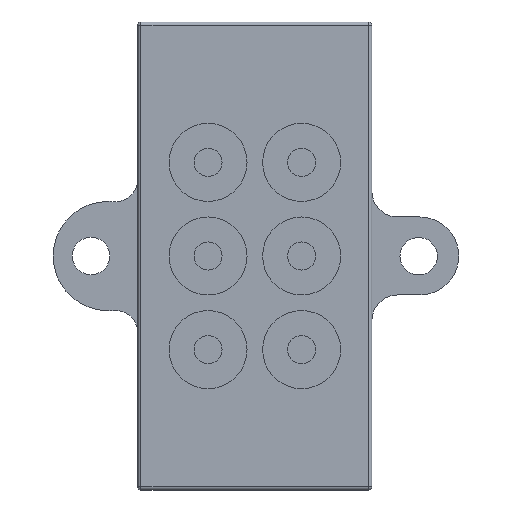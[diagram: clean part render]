
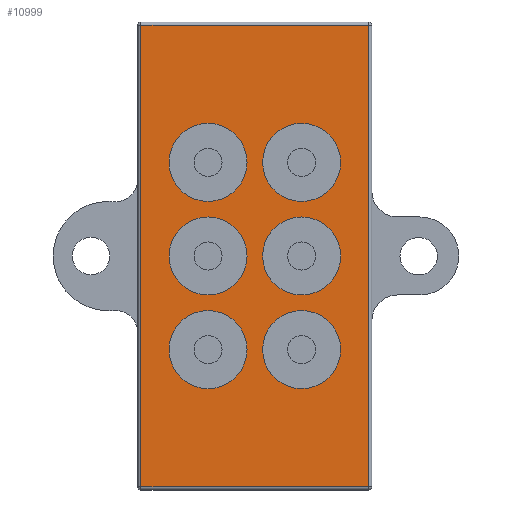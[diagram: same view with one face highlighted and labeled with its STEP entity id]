
A CAD part, front view. The second image highlights one B-rep face of the part: STEP entity #10999.
In plain terms, the highlighted planar face has unit normal (0, -1, 0).
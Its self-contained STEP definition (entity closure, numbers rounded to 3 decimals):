
#1 = CARTESIAN_POINT ( 'NONE',  ( 3., 0., 3.5 ) ) ;
#134 = ORIENTED_EDGE ( 'NONE', *, *, #14065, .F. ) ;
#290 = EDGE_CURVE ( 'NONE', #1431, #8379, #9112, .T. ) ;
#340 = AXIS2_PLACEMENT_3D ( 'NONE', #6739, #3499, #10110 ) ;
#342 = DIRECTION ( 'NONE',  ( 0., 0., -1. ) ) ;
#415 = DIRECTION ( 'NONE',  ( 0., 0., 1. ) ) ;
#420 = LINE ( 'NONE', #4831, #2450 ) ;
#478 = DIRECTION ( 'NONE',  ( 0., -1., 0. ) ) ;
#510 = EDGE_LOOP ( 'NONE', ( #9809, #3535 ) ) ;
#540 = CARTESIAN_POINT ( 'NONE',  ( 3., 0., 6. ) ) ;
#665 = DIRECTION ( 'NONE',  ( 0., -1., 0. ) ) ;
#1102 = ORIENTED_EDGE ( 'NONE', *, *, #5203, .F. ) ;
#1162 = DIRECTION ( 'NONE',  ( 0., 0., -1. ) ) ;
#1431 = VERTEX_POINT ( 'NONE', #8596 ) ;
#1700 = VERTEX_POINT ( 'NONE', #5537 ) ;
#1705 = EDGE_CURVE ( 'NONE', #8379, #1431, #8443, .T. ) ;
#1788 = VERTEX_POINT ( 'NONE', #6970 ) ;
#2016 = AXIS2_PLACEMENT_3D ( 'NONE', #11334, #4906, #13736 ) ;
#2153 = ORIENTED_EDGE ( 'NONE', *, *, #10295, .F. ) ;
#2211 = VECTOR ( 'NONE', #415, 1000. ) ;
#2336 = VERTEX_POINT ( 'NONE', #3873 ) ;
#2450 = VECTOR ( 'NONE', #9204, 1000. ) ;
#2516 = EDGE_CURVE ( 'NONE', #2336, #4620, #12352, .T. ) ;
#2527 = AXIS2_PLACEMENT_3D ( 'NONE', #5149, #2851, #3936 ) ;
#2530 = CIRCLE ( 'NONE', #9887, 2.5 ) ;
#2648 = LINE ( 'NONE', #9128, #2211 ) ;
#2700 = CARTESIAN_POINT ( 'NONE',  ( 3., 0., 0. ) ) ;
#2701 = CARTESIAN_POINT ( 'NONE',  ( -3., 0., -6. ) ) ;
#2760 = VERTEX_POINT ( 'NONE', #13792 ) ;
#2786 = EDGE_CURVE ( 'NONE', #12904, #1700, #10088, .T. ) ;
#2851 = DIRECTION ( 'NONE',  ( 0., -1., 0. ) ) ;
#2954 = ORIENTED_EDGE ( 'NONE', *, *, #4175, .F. ) ;
#2965 = CARTESIAN_POINT ( 'NONE',  ( 3., 0., 8.5 ) ) ;
#3025 = VERTEX_POINT ( 'NONE', #2965 ) ;
#3041 = CARTESIAN_POINT ( 'NONE',  ( 3., 0., 2.5 ) ) ;
#3341 = DIRECTION ( 'NONE',  ( 0., 0., -1. ) ) ;
#3464 = DIRECTION ( 'NONE',  ( 0., -1., 0. ) ) ;
#3499 = DIRECTION ( 'NONE',  ( 0., -1., 0. ) ) ;
#3526 = CARTESIAN_POINT ( 'NONE',  ( 3., 0., -6. ) ) ;
#3535 = ORIENTED_EDGE ( 'NONE', *, *, #6130, .F. ) ;
#3687 = FACE_OUTER_BOUND ( 'NONE', #5503, .T. ) ;
#3756 = VERTEX_POINT ( 'NONE', #4046 ) ;
#3873 = CARTESIAN_POINT ( 'NONE',  ( 3., 0., -8.5 ) ) ;
#3936 = DIRECTION ( 'NONE',  ( 0., 0., -1. ) ) ;
#4046 = CARTESIAN_POINT ( 'NONE',  ( 7.3, 0., -14.8 ) ) ;
#4063 = AXIS2_PLACEMENT_3D ( 'NONE', #8673, #5360, #7809 ) ;
#4175 = EDGE_CURVE ( 'NONE', #3025, #13140, #7049, .T. ) ;
#4252 = CIRCLE ( 'NONE', #12726, 2.5 ) ;
#4498 = VERTEX_POINT ( 'NONE', #7299 ) ;
#4569 = EDGE_LOOP ( 'NONE', ( #13019, #2153 ) ) ;
#4620 = VERTEX_POINT ( 'NONE', #4779 ) ;
#4708 = DIRECTION ( 'NONE',  ( 0., -1., 0. ) ) ;
#4765 = FACE_BOUND ( 'NONE', #510, .T. ) ;
#4779 = CARTESIAN_POINT ( 'NONE',  ( 3., 0., -3.5 ) ) ;
#4831 = CARTESIAN_POINT ( 'NONE',  ( 7.3, 0., 0. ) ) ;
#4896 = CARTESIAN_POINT ( 'NONE',  ( -3., 0., -6. ) ) ;
#4906 = DIRECTION ( 'NONE',  ( 0., 1., 0. ) ) ;
#4977 = FACE_BOUND ( 'NONE', #5105, .T. ) ;
#5054 = FACE_BOUND ( 'NONE', #4569, .T. ) ;
#5072 = DIRECTION ( 'NONE',  ( 0., 0., -1. ) ) ;
#5105 = EDGE_LOOP ( 'NONE', ( #6672, #2954 ) ) ;
#5149 = CARTESIAN_POINT ( 'NONE',  ( -3., 0., 6. ) ) ;
#5155 = CARTESIAN_POINT ( 'NONE',  ( 0., 0., -14.8 ) ) ;
#5203 = EDGE_CURVE ( 'NONE', #7545, #9685, #2648, .T. ) ;
#5243 = AXIS2_PLACEMENT_3D ( 'NONE', #11203, #3464, #6760 ) ;
#5279 = VECTOR ( 'NONE', #12082, 1000. ) ;
#5360 = DIRECTION ( 'NONE',  ( 0., -1., 0. ) ) ;
#5385 = ORIENTED_EDGE ( 'NONE', *, *, #2786, .F. ) ;
#5503 = EDGE_LOOP ( 'NONE', ( #14184, #134, #11992, #1102 ) ) ;
#5537 = CARTESIAN_POINT ( 'NONE',  ( -3., 0., -8.5 ) ) ;
#5610 = ORIENTED_EDGE ( 'NONE', *, *, #290, .F. ) ;
#5656 = EDGE_CURVE ( 'NONE', #4620, #2336, #10198, .T. ) ;
#5703 = DIRECTION ( 'NONE',  ( 0., -1., 0. ) ) ;
#5801 = CARTESIAN_POINT ( 'NONE',  ( -3., 0., 8.5 ) ) ;
#6059 = DIRECTION ( 'NONE',  ( 0., -1., 0. ) ) ;
#6116 = PLANE ( 'NONE',  #2016 ) ;
#6130 = EDGE_CURVE ( 'NONE', #14036, #1788, #8712, .T. ) ;
#6276 = ORIENTED_EDGE ( 'NONE', *, *, #1705, .F. ) ;
#6302 = AXIS2_PLACEMENT_3D ( 'NONE', #3526, #9933, #342 ) ;
#6652 = CIRCLE ( 'NONE', #12598, 2.5 ) ;
#6672 = ORIENTED_EDGE ( 'NONE', *, *, #8566, .F. ) ;
#6739 = CARTESIAN_POINT ( 'NONE',  ( 3., 0., 0. ) ) ;
#6760 = DIRECTION ( 'NONE',  ( 0., 0., -1. ) ) ;
#6782 = CIRCLE ( 'NONE', #340, 2.5 ) ;
#6910 = CARTESIAN_POINT ( 'NONE',  ( -3., 0., -3.5 ) ) ;
#6970 = CARTESIAN_POINT ( 'NONE',  ( -3., 0., 3.5 ) ) ;
#7042 = DIRECTION ( 'NONE',  ( 0., 0., -1. ) ) ;
#7049 = CIRCLE ( 'NONE', #10261, 2.5 ) ;
#7202 = FACE_BOUND ( 'NONE', #13227, .T. ) ;
#7299 = CARTESIAN_POINT ( 'NONE',  ( 7.3, 0., 14.8 ) ) ;
#7545 = VERTEX_POINT ( 'NONE', #10971 ) ;
#7578 = AXIS2_PLACEMENT_3D ( 'NONE', #4896, #8261, #7042 ) ;
#7687 = EDGE_LOOP ( 'NONE', ( #9476, #12759 ) ) ;
#7809 = DIRECTION ( 'NONE',  ( 0., 0., -1. ) ) ;
#7990 = AXIS2_PLACEMENT_3D ( 'NONE', #11023, #4708, #3341 ) ;
#8046 = DIRECTION ( 'NONE',  ( 0., -1., 0. ) ) ;
#8110 = CARTESIAN_POINT ( 'NONE',  ( -3., 0., 6. ) ) ;
#8261 = DIRECTION ( 'NONE',  ( 0., -1., 0. ) ) ;
#8281 = EDGE_CURVE ( 'NONE', #1700, #12904, #8312, .T. ) ;
#8312 = CIRCLE ( 'NONE', #9479, 2.5 ) ;
#8378 = DIRECTION ( 'NONE',  ( -1., 0., 0. ) ) ;
#8379 = VERTEX_POINT ( 'NONE', #12812 ) ;
#8443 = CIRCLE ( 'NONE', #5243, 2.5 ) ;
#8554 = EDGE_LOOP ( 'NONE', ( #6276, #5610 ) ) ;
#8566 = EDGE_CURVE ( 'NONE', #13140, #3025, #6652, .T. ) ;
#8573 = EDGE_CURVE ( 'NONE', #9685, #4498, #9893, .T. ) ;
#8596 = CARTESIAN_POINT ( 'NONE',  ( -3., 0., 2.5 ) ) ;
#8673 = CARTESIAN_POINT ( 'NONE',  ( -3., 0., 0. ) ) ;
#8712 = CIRCLE ( 'NONE', #2527, 2.5 ) ;
#9004 = CARTESIAN_POINT ( 'NONE',  ( 0., 0., 14.8 ) ) ;
#9112 = CIRCLE ( 'NONE', #4063, 2.5 ) ;
#9128 = CARTESIAN_POINT ( 'NONE',  ( -7.3, 0., 0. ) ) ;
#9151 = FACE_BOUND ( 'NONE', #7687, .T. ) ;
#9204 = DIRECTION ( 'NONE',  ( 0., 0., -1. ) ) ;
#9212 = CARTESIAN_POINT ( 'NONE',  ( -7.3, 0., 14.8 ) ) ;
#9260 = DIRECTION ( 'NONE',  ( 0., 0., -1. ) ) ;
#9476 = ORIENTED_EDGE ( 'NONE', *, *, #2516, .F. ) ;
#9479 = AXIS2_PLACEMENT_3D ( 'NONE', #2701, #6059, #12672 ) ;
#9563 = VERTEX_POINT ( 'NONE', #3041 ) ;
#9685 = VERTEX_POINT ( 'NONE', #9212 ) ;
#9724 = EDGE_CURVE ( 'NONE', #1788, #14036, #2530, .T. ) ;
#9809 = ORIENTED_EDGE ( 'NONE', *, *, #9724, .F. ) ;
#9887 = AXIS2_PLACEMENT_3D ( 'NONE', #8110, #8046, #10197 ) ;
#9893 = LINE ( 'NONE', #9004, #5279 ) ;
#9933 = DIRECTION ( 'NONE',  ( 0., -1., 0. ) ) ;
#10088 = CIRCLE ( 'NONE', #7578, 2.5 ) ;
#10110 = DIRECTION ( 'NONE',  ( 0., 0., -1. ) ) ;
#10197 = DIRECTION ( 'NONE',  ( 0., 0., -1. ) ) ;
#10198 = CIRCLE ( 'NONE', #6302, 2.5 ) ;
#10261 = AXIS2_PLACEMENT_3D ( 'NONE', #540, #478, #9260 ) ;
#10281 = FACE_BOUND ( 'NONE', #8554, .T. ) ;
#10295 = EDGE_CURVE ( 'NONE', #9563, #2760, #6782, .T. ) ;
#10531 = ORIENTED_EDGE ( 'NONE', *, *, #8281, .F. ) ;
#10971 = CARTESIAN_POINT ( 'NONE',  ( -7.3, 0., -14.8 ) ) ;
#10999 = ADVANCED_FACE ( 'NONE', ( #5054, #4977, #4765, #10281, #7202, #9151, #3687 ), #6116, .F. ) ;
#11023 = CARTESIAN_POINT ( 'NONE',  ( 3., 0., -6. ) ) ;
#11143 = CARTESIAN_POINT ( 'NONE',  ( 3., 0., 6. ) ) ;
#11203 = CARTESIAN_POINT ( 'NONE',  ( -3., 0., 0. ) ) ;
#11321 = EDGE_CURVE ( 'NONE', #2760, #9563, #4252, .T. ) ;
#11334 = CARTESIAN_POINT ( 'NONE',  ( 0., 0., 0. ) ) ;
#11819 = LINE ( 'NONE', #5155, #12914 ) ;
#11992 = ORIENTED_EDGE ( 'NONE', *, *, #8573, .F. ) ;
#12082 = DIRECTION ( 'NONE',  ( 1., 0., 0. ) ) ;
#12352 = CIRCLE ( 'NONE', #7990, 2.5 ) ;
#12478 = EDGE_CURVE ( 'NONE', #3756, #7545, #11819, .T. ) ;
#12598 = AXIS2_PLACEMENT_3D ( 'NONE', #11143, #5703, #1162 ) ;
#12672 = DIRECTION ( 'NONE',  ( 0., 0., -1. ) ) ;
#12726 = AXIS2_PLACEMENT_3D ( 'NONE', #2700, #665, #5072 ) ;
#12759 = ORIENTED_EDGE ( 'NONE', *, *, #5656, .F. ) ;
#12812 = CARTESIAN_POINT ( 'NONE',  ( -3., 0., -2.5 ) ) ;
#12904 = VERTEX_POINT ( 'NONE', #6910 ) ;
#12914 = VECTOR ( 'NONE', #8378, 1000. ) ;
#13019 = ORIENTED_EDGE ( 'NONE', *, *, #11321, .F. ) ;
#13140 = VERTEX_POINT ( 'NONE', #1 ) ;
#13227 = EDGE_LOOP ( 'NONE', ( #10531, #5385 ) ) ;
#13736 = DIRECTION ( 'NONE',  ( 0., 0., 1. ) ) ;
#13792 = CARTESIAN_POINT ( 'NONE',  ( 3., 0., -2.5 ) ) ;
#14036 = VERTEX_POINT ( 'NONE', #5801 ) ;
#14065 = EDGE_CURVE ( 'NONE', #4498, #3756, #420, .T. ) ;
#14184 = ORIENTED_EDGE ( 'NONE', *, *, #12478, .F. ) ;
